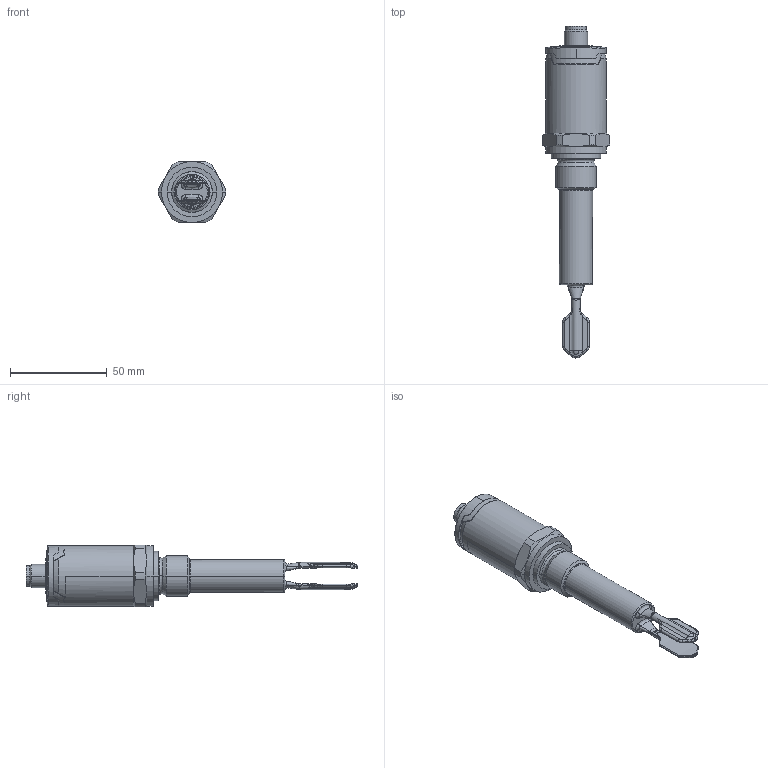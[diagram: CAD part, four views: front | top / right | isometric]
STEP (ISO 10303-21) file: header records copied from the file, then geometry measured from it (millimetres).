
FILE_DESCRIPTION((''),'2;1');
FILE_NAME('DM_CAD-2111','2015-06-02T',('Creinig-se'),(''),'PRO/ENGINEER BY PARAMETRIC TECHNOLOGY CORPORATION, 2013050','PRO/ENGINEER BY PARAMETRIC TECHNOLOGY CORPORATION, 2013050','');
FILE_SCHEMA(('CONFIG_CONTROL_DESIGN'));
Length unit declared in the file: millimetre
Products named in the file (1): DM_CAD-2111
Bounding box: 34.9 x 171.9 x 31.8 mm (x, y, z)
Volume: 63718.4 mm3; surface area: 15813.9 mm2
Topology: 1 solids, 5 shells, 570 faces, 1525 edges, 980 vertices
Faces by surface type: plane 224, cylinder 125, bspline 112, torus 63, cone 38, sphere 8
Entity records: 28700 total; most frequent: CARTESIAN_POINT 10545, ORIENTED_EDGE 3034, DIRECTION 2486, PRESENTATION_STYLE_ASSIGNMENT 1536, STYLED_ITEM 1522, CURVE_STYLE 1521, EDGE_CURVE 1517, VERTEX_POINT 974
